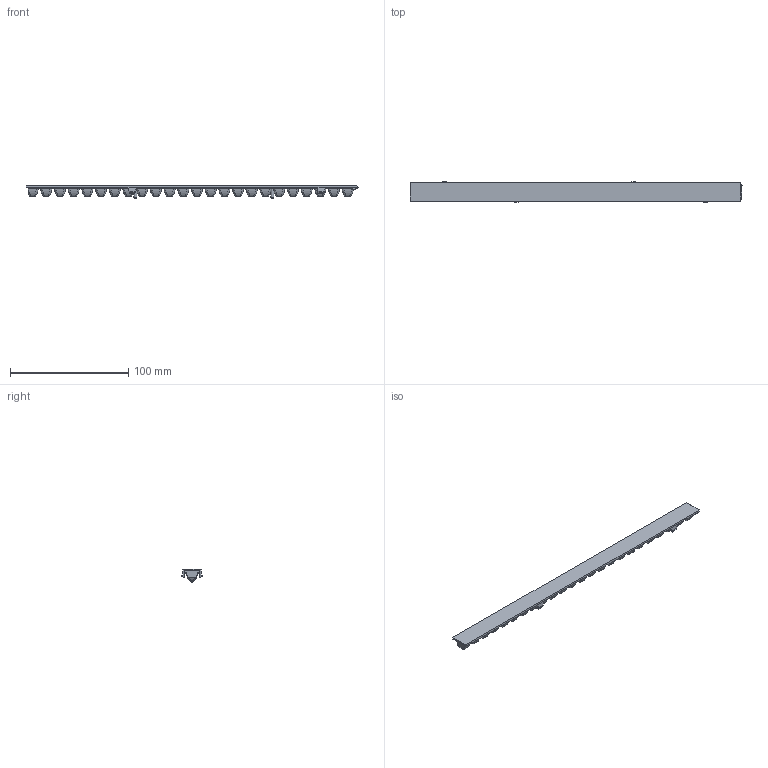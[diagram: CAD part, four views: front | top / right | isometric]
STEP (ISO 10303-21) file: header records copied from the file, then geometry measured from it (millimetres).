
FILE_DESCRIPTION((''),'2;1');
FILE_NAME('L15-3D-V2','2023-03-07T',('Administrator'),(''),'PRO/ENGINEER BY PARAMETRIC TECHNOLOGY CORPORATION, 2007090','PRO/ENGINEER BY PARAMETRIC TECHNOLOGY CORPORATION, 2007090','');
FILE_SCHEMA(('CONFIG_CONTROL_DESIGN'));
Length unit declared in the file: millimetre
Products named in the file (1): L15-3D-V2
Bounding box: 281.25 x 17.2 x 11.39 mm (x, y, z)
Volume: 19828.5 mm3; surface area: 14763.8 mm2
Topology: 1 solids, 1 shells, 554 faces, 1574 edges, 1020 vertices
Faces by surface type: plane 198, cylinder 116, extrusion 96, bspline 96, revolution 48
Entity records: 27208 total; most frequent: CARTESIAN_POINT 15124, ORIENTED_EDGE 3052, EDGE_CURVE 1526, DIRECTION 1448, VERTEX_POINT 1020, B_SPLINE_CURVE_WITH_KNOTS 1018, VECTOR 724, LINE 628
